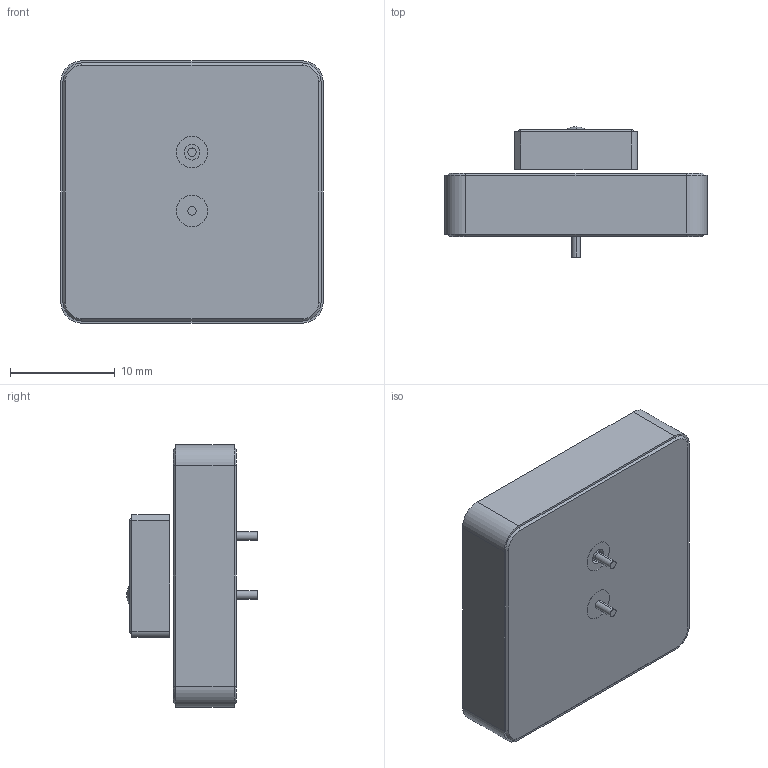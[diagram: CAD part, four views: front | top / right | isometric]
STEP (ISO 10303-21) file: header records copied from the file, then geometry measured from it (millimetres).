
FILE_DESCRIPTION (( 'STEP AP214' ), '1' );
FILE_NAME ('SDDCP.5900.25.10.A.08_Web.STEP', '2022-03-21T16:15:55', ( '' ), ( '' ), 'SwSTEP 2.0', 'SolidWorks 2018', '' );
FILE_SCHEMA (( 'AUTOMOTIVE_DESIGN' ));
Length unit declared in the file: millimetre
Products named in the file (1): SDDCP.5900.25.10.A.08_Web
Bounding box: 25 x 12.46 x 25 mm (x, y, z)
Surface area: 2121.4 mm2 (no closed solid volume)
Topology: 0 solids, 13 shells, 220 faces, 938 edges, 709 vertices
Faces by surface type: plane 124, bspline 60, cylinder 23, cone 11, torus 2
Entity records: 18315 total; most frequent: CARTESIAN_POINT 9200, ORIENTED_EDGE 1338, DIRECTION 994, EDGE_CURVE 936, VERTEX_POINT 709, VECTOR 512, LINE 512, B_SPLINE_CURVE_WITH_KNOTS 344
